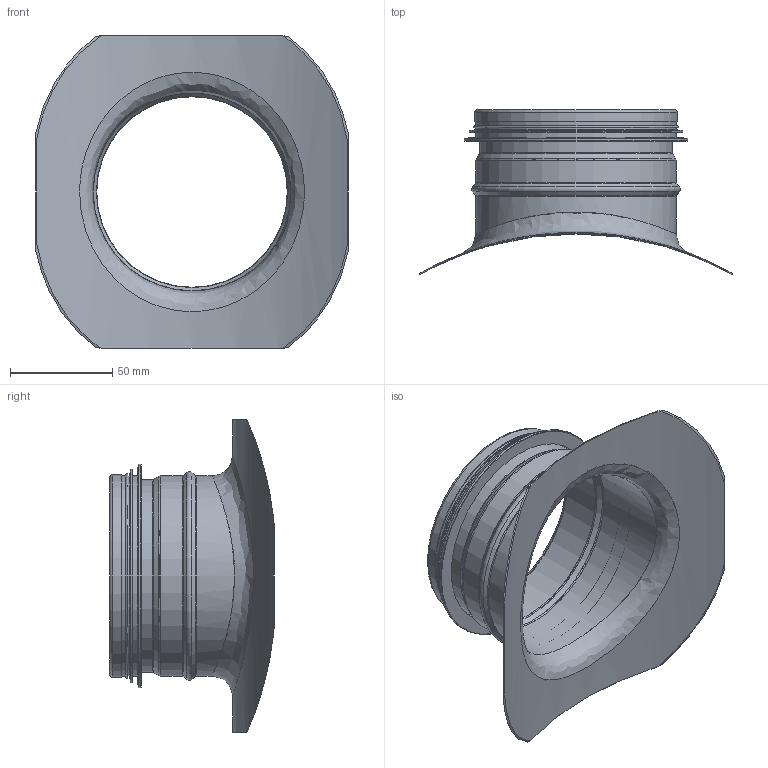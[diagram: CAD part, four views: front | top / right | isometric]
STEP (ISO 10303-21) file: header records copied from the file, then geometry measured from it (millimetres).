
FILE_DESCRIPTION((''),'2;1');
FILE_NAME('HPS_315-100.stp','2014-02-24T07:54:18',(''),(''),'Autodesk Inventor 2013','Autodesk Inventor 2013','');
FILE_SCHEMA(('AUTOMOTIVE_DESIGN { 1 2 10303 214 0 1 1 1 }'));
Length unit declared in the file: millimetre
Products named in the file (3): HPS_315-100; HPSRörämne_315-100; 999003
Assembly tree (2 placements, depth 2):
  HPS_315-100
    HPSRörämne_315-100
    999003
Bounding box: 153 x 80.59 x 153 mm (x, y, z)
Volume: 31064.9 mm3; surface area: 87354.1 mm2
Topology: 2 solids, 2 shells, 56 faces, 118 edges, 70 vertices
Faces by surface type: cylinder 23, torus 15, plane 10, cone 6, bspline 2
Full cylindrical faces by diameter (mm): 93.25 x1, 94.25 x1, 95.45 x1, 97.05 x1, 98.05 x6, 99.05 x1, 104.45 x1, 109.45 x1
Entity records: 2001 total; most frequent: CARTESIAN_POINT 792, DIRECTION 228, ORIENTED_EDGE 166, AXIS2_PLACEMENT_3D 108, EDGE_LOOP 98, EDGE_CURVE 83, VERTEX_POINT 69, STYLED_ITEM 58
